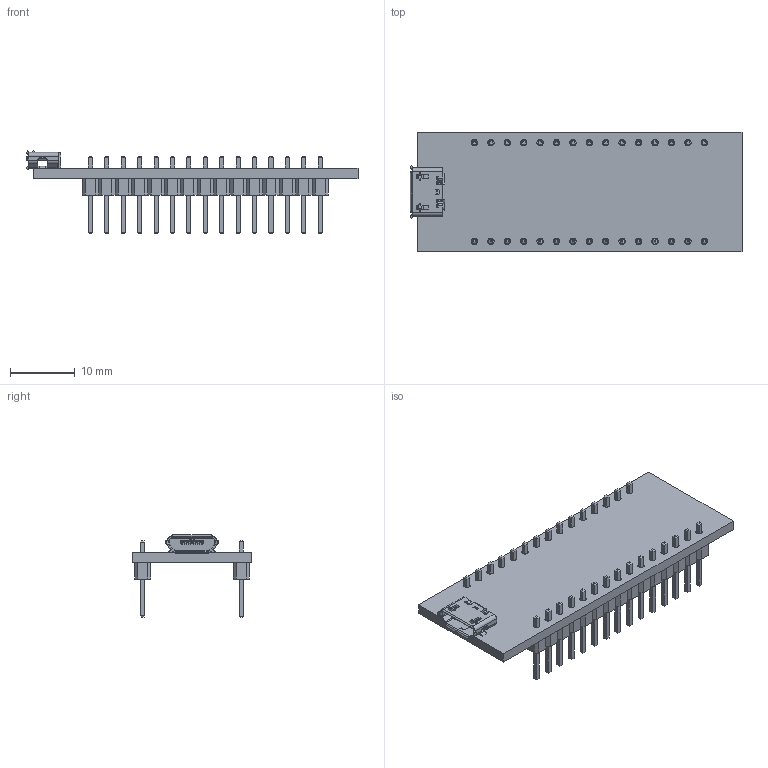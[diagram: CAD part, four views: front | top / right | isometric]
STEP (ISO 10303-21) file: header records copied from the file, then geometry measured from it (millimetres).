
FILE_DESCRIPTION (( 'STEP AP214' ), '1' );
FILE_NAME ('NUCLEO32.STEP', '2022-06-27T13:50:45', ( '' ), ( '' ), 'SwSTEP 2.0', 'SolidWorks 2018', '' );
FILE_SCHEMA (( 'AUTOMOTIVE_DESIGN' ));
Length unit declared in the file: millimetre
Products named in the file (3): NUCLEO32; PCB; USB_B_Molex_1050170001
Assembly tree (2 placements, depth 2):
  NUCLEO32
    PCB
    USB_B_Molex_1050170001
Bounding box: 51.38 x 18.54 x 12.74 mm (x, y, z)
Volume: 2061.5 mm3; surface area: 3651.8 mm2
Topology: 2 solids, 2 shells, 1250 faces, 3244 edges, 2060 vertices
Faces by surface type: plane 1060, cylinder 186, sphere 4
Entity records: 45878 total; most frequent: CARTESIAN_POINT 6647, ORIENTED_EDGE 6480, DIRECTION 6110, EDGE_CURVE 3240, LINE 2848, VECTOR 2848, VERTEX_POINT 2060, AXIS2_PLACEMENT_3D 1631
